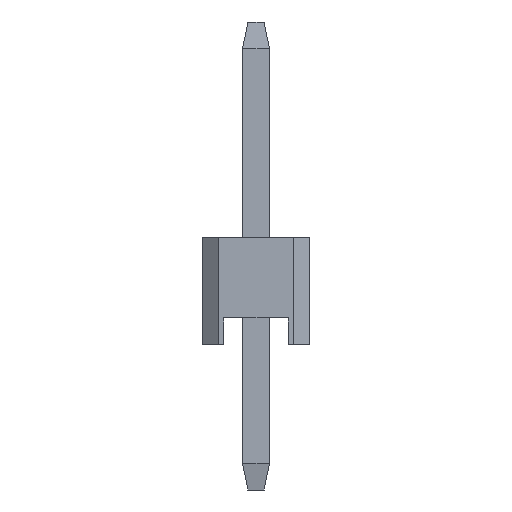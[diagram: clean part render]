
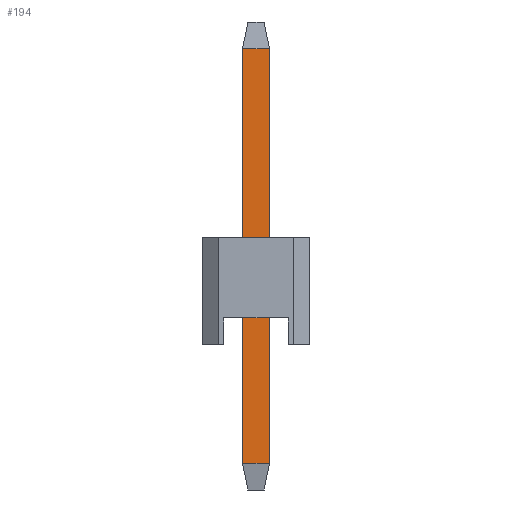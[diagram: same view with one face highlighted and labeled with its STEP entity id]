
A CAD part, left-side view. The second image highlights one B-rep face of the part: STEP entity #194.
In plain terms, the highlighted planar face has unit normal (-1, 0, 0).
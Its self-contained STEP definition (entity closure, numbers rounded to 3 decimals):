
#194=ADVANCED_FACE('',(#540),#5190,.T.);
#540=FACE_OUTER_BOUND('',#886,.T.);
#886=EDGE_LOOP('',(#1261,#1262,#1263,#1264));
#1261=ORIENTED_EDGE('',*,*,#2962,.F.);
#1262=ORIENTED_EDGE('',*,*,#2963,.F.);
#1263=ORIENTED_EDGE('',*,*,#2964,.F.);
#1264=ORIENTED_EDGE('',*,*,#2961,.F.);
#2961=EDGE_CURVE('',#4661,#4662,#3811,.T.);
#2962=EDGE_CURVE('',#4663,#4661,#3812,.T.);
#2963=EDGE_CURVE('',#4664,#4663,#3813,.T.);
#2964=EDGE_CURVE('',#4662,#4664,#3814,.T.);
#3811=B_SPLINE_CURVE_WITH_KNOTS('',1,(#6291,#6292),.UNSPECIFIED.,.F.,.F.,
(2,2),(-7.7,0.),.UNSPECIFIED.);
#3812=B_SPLINE_CURVE_WITH_KNOTS('',1,(#6293,#6294),.UNSPECIFIED.,.F.,.F.,
(2,2),(-0.5,0.),.UNSPECIFIED.);
#3813=B_SPLINE_CURVE_WITH_KNOTS('',1,(#6295,#6296),.UNSPECIFIED.,.F.,.F.,
(2,2),(-7.7,0.),.UNSPECIFIED.);
#3814=B_SPLINE_CURVE_WITH_KNOTS('',1,(#6297,#6298),.UNSPECIFIED.,.F.,.F.,
(2,2),(-0.5,0.),.UNSPECIFIED.);
#4661=VERTEX_POINT('',#6271);
#4662=VERTEX_POINT('',#6272);
#4663=VERTEX_POINT('',#6273);
#4664=VERTEX_POINT('',#6274);
#5190=PLANE('',#5556);
#5556=AXIS2_PLACEMENT_3D('',#6254,#5905,$);
#5905=DIRECTION('',(-1.,0.,0.));
#6254=CARTESIAN_POINT('',(-0.25,94.04,6.34));
#6271=CARTESIAN_POINT('',(-0.25,94.75,5.51));
#6272=CARTESIAN_POINT('',(-0.25,94.75,-2.19));
#6273=CARTESIAN_POINT('',(-0.25,95.25,5.51));
#6274=CARTESIAN_POINT('',(-0.25,95.25,-2.19));
#6291=CARTESIAN_POINT('',(-0.25,94.75,5.51));
#6292=CARTESIAN_POINT('',(-0.25,94.75,-2.19));
#6293=CARTESIAN_POINT('',(-0.25,95.25,5.51));
#6294=CARTESIAN_POINT('',(-0.25,94.75,5.51));
#6295=CARTESIAN_POINT('',(-0.25,95.25,-2.19));
#6296=CARTESIAN_POINT('',(-0.25,95.25,5.51));
#6297=CARTESIAN_POINT('',(-0.25,94.75,-2.19));
#6298=CARTESIAN_POINT('',(-0.25,95.25,-2.19));
